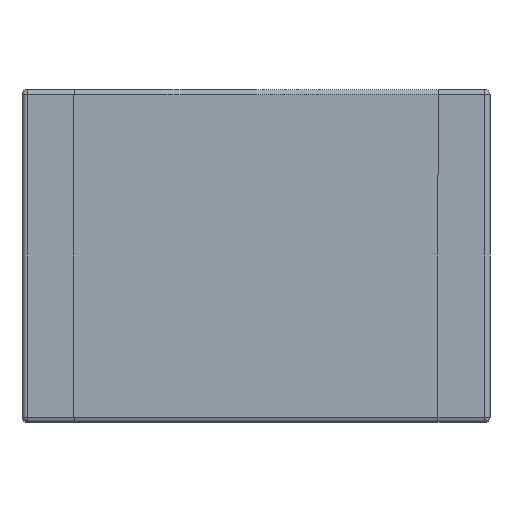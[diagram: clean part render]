
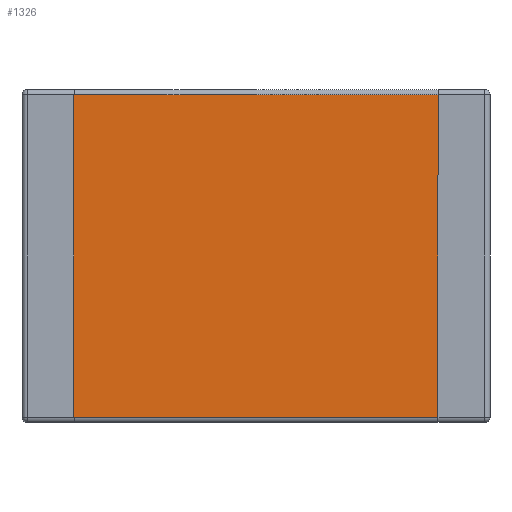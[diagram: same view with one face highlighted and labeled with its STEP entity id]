
A CAD part, front view. The second image highlights one B-rep face of the part: STEP entity #1326.
In plain terms, the highlighted planar face has unit normal (0, -1, 0).
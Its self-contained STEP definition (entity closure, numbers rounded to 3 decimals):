
#100 = CARTESIAN_POINT ( 'NONE',  ( 1.75, 0., 1.55 ) ) ;
#319 = CARTESIAN_POINT ( 'NONE',  ( -1.75, 0., 1.55 ) ) ;
#520 = FACE_OUTER_BOUND ( 'NONE', #1327, .T. ) ;
#544 = DIRECTION ( 'NONE',  ( -1., 0., 0. ) ) ;
#545 = VECTOR ( 'NONE', #544, 1000. ) ;
#546 = CARTESIAN_POINT ( 'NONE',  ( -2.25, 0., 1.55 ) ) ;
#547 = LINE ( 'NONE', #546, #545 ) ;
#548 = DIRECTION ( 'NONE',  ( 1., 0., 0. ) ) ;
#549 = VECTOR ( 'NONE', #548, 1000. ) ;
#550 = CARTESIAN_POINT ( 'NONE',  ( 2.25, 0., -1.55 ) ) ;
#551 = LINE ( 'NONE', #550, #549 ) ;
#552 = DIRECTION ( 'NONE',  ( 0., 0., -1. ) ) ;
#553 = DIRECTION ( 'NONE',  ( 0., -1., 0. ) ) ;
#554 = CARTESIAN_POINT ( 'NONE',  ( 2.25, 0., -1.6 ) ) ;
#555 = AXIS2_PLACEMENT_3D ( 'NONE', #554, #553, #552 ) ;
#556 = PLANE ( 'NONE',  #555 ) ;
#833 = CARTESIAN_POINT ( 'NONE',  ( -1.75, 0., -1.55 ) ) ;
#834 = DIRECTION ( 'NONE',  ( 0., 0., 1. ) ) ;
#835 = VECTOR ( 'NONE', #834, 1000. ) ;
#836 = CARTESIAN_POINT ( 'NONE',  ( -1.75, 0., -1.6 ) ) ;
#837 = LINE ( 'NONE', #836, #835 ) ;
#1155 = EDGE_CURVE ( 'NONE', #1195, #1156, #1591, .T. ) ;
#1156 = VERTEX_POINT ( 'NONE', #1587 ) ;
#1195 = VERTEX_POINT ( 'NONE', #100 ) ;
#1269 = VERTEX_POINT ( 'NONE', #319 ) ;
#1326 = ADVANCED_FACE ( 'NONE', ( #520 ), #556, .T. ) ;
#1327 = EDGE_LOOP ( 'NONE', ( #1328, #1329, #1331, #1332 ) ) ;
#1328 = ORIENTED_EDGE ( 'NONE', *, *, #1420, .F. ) ;
#1329 = ORIENTED_EDGE ( 'NONE', *, *, #1330, .T. ) ;
#1330 = EDGE_CURVE ( 'NONE', #1423, #1156, #551, .T. ) ;
#1331 = ORIENTED_EDGE ( 'NONE', *, *, #1155, .F. ) ;
#1332 = ORIENTED_EDGE ( 'NONE', *, *, #1333, .T. ) ;
#1333 = EDGE_CURVE ( 'NONE', #1195, #1269, #547, .T. ) ;
#1420 = EDGE_CURVE ( 'NONE', #1423, #1269, #837, .T. ) ;
#1423 = VERTEX_POINT ( 'NONE', #833 ) ;
#1587 = CARTESIAN_POINT ( 'NONE',  ( 1.75, 0., -1.55 ) ) ;
#1588 = DIRECTION ( 'NONE',  ( 0., 0., -1. ) ) ;
#1589 = VECTOR ( 'NONE', #1588, 1000. ) ;
#1590 = CARTESIAN_POINT ( 'NONE',  ( 1.75, 0., -1.6 ) ) ;
#1591 = LINE ( 'NONE', #1590, #1589 ) ;
